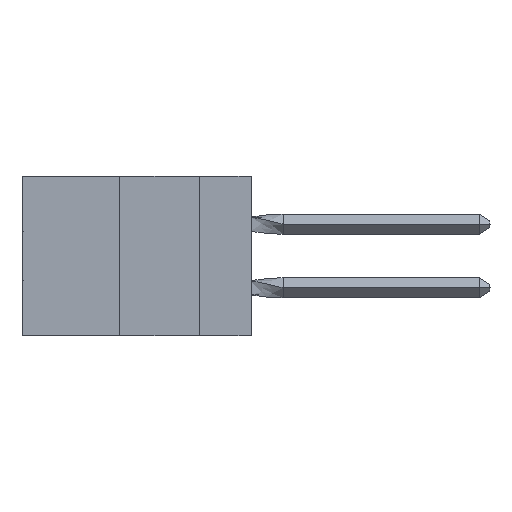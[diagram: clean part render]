
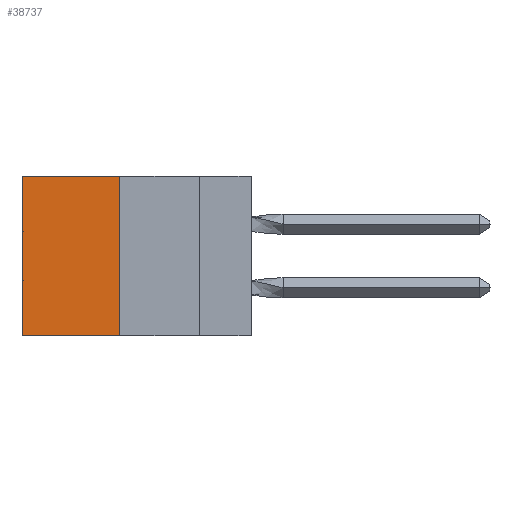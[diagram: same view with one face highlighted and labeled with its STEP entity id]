
A CAD part, left-side view. The second image highlights one B-rep face of the part: STEP entity #38737.
In plain terms, the highlighted planar face has unit normal (-1, 0, 0).
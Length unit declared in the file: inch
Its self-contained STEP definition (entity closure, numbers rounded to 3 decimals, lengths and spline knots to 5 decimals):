
#904 = FACE_OUTER_BOUND ( 'NONE', #14167, .T. ) ;
#2640 = ORIENTED_EDGE ( 'NONE', *, *, #27332, .T. ) ;
#4833 = VERTEX_POINT ( 'NONE', #30143 ) ;
#5592 = AXIS2_PLACEMENT_3D ( 'NONE', #42770, #20886, #25073 ) ;
#11505 = CARTESIAN_POINT ( 'NONE',  ( 0.305, 0.413, -0.5 ) ) ;
#12492 = VERTEX_POINT ( 'NONE', #32305 ) ;
#13723 = LINE ( 'NONE', #35334, #24153 ) ;
#14167 = EDGE_LOOP ( 'NONE', ( #2640, #29584, #40704, #15265 ) ) ;
#15229 = LINE ( 'NONE', #46285, #37676 ) ;
#15265 = ORIENTED_EDGE ( 'NONE', *, *, #38641, .T. ) ;
#16065 = DIRECTION ( 'NONE',  ( 0., 0., -1. ) ) ;
#18947 = DIRECTION ( 'NONE',  ( 0., 1., 0. ) ) ;
#19493 = CARTESIAN_POINT ( 'NONE',  ( 0.305, 0.413, -0.5 ) ) ;
#20886 = DIRECTION ( 'NONE',  ( 1., 0., 0. ) ) ;
#23334 = VERTEX_POINT ( 'NONE', #44008 ) ;
#23678 = VECTOR ( 'NONE', #16065, 39.37008 ) ;
#24153 = VECTOR ( 'NONE', #42927, 39.37008 ) ;
#25073 = DIRECTION ( 'NONE',  ( 0., 0., -1. ) ) ;
#27332 = EDGE_CURVE ( 'NONE', #12492, #30014, #15229, .T. ) ;
#27957 = LINE ( 'NONE', #11505, #45264 ) ;
#29584 = ORIENTED_EDGE ( 'NONE', *, *, #40687, .F. ) ;
#29995 = CARTESIAN_POINT ( 'NONE',  ( 0.305, 0.72, -0.5 ) ) ;
#30014 = VERTEX_POINT ( 'NONE', #29995 ) ;
#30143 = CARTESIAN_POINT ( 'NONE',  ( 0.305, 0.413, 0. ) ) ;
#30551 = LINE ( 'NONE', #19493, #23678 ) ;
#32305 = CARTESIAN_POINT ( 'NONE',  ( 0.305, 0.72, 0. ) ) ;
#33289 = EDGE_CURVE ( 'NONE', #4833, #23334, #30551, .T. ) ;
#35334 = CARTESIAN_POINT ( 'NONE',  ( 0.305, 0.413, 0. ) ) ;
#37676 = VECTOR ( 'NONE', #39511, 39.37008 ) ;
#38641 = EDGE_CURVE ( 'NONE', #4833, #12492, #13723, .T. ) ;
#38737 = ADVANCED_FACE ( 'NONE', ( #904 ), #39535, .F. ) ;
#39511 = DIRECTION ( 'NONE',  ( 0., 0., -1. ) ) ;
#39535 = PLANE ( 'NONE',  #5592 ) ;
#40687 = EDGE_CURVE ( 'NONE', #23334, #30014, #27957, .T. ) ;
#40704 = ORIENTED_EDGE ( 'NONE', *, *, #33289, .F. ) ;
#42770 = CARTESIAN_POINT ( 'NONE',  ( 0.305, 0.413, -0.5 ) ) ;
#42927 = DIRECTION ( 'NONE',  ( 0., 1., 0. ) ) ;
#44008 = CARTESIAN_POINT ( 'NONE',  ( 0.305, 0.413, -0.5 ) ) ;
#45264 = VECTOR ( 'NONE', #18947, 39.37008 ) ;
#46285 = CARTESIAN_POINT ( 'NONE',  ( 0.305, 0.72, -0.5 ) ) ;
